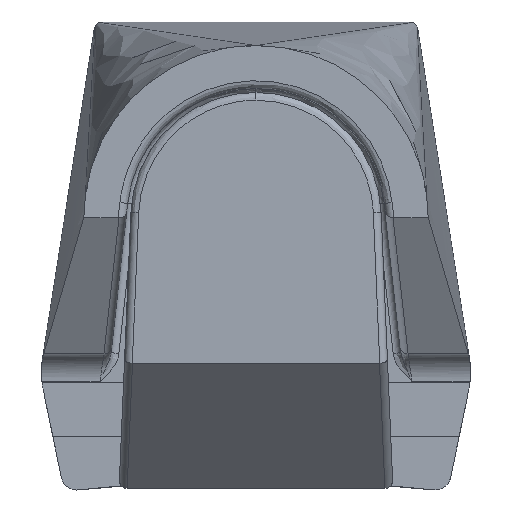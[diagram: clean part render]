
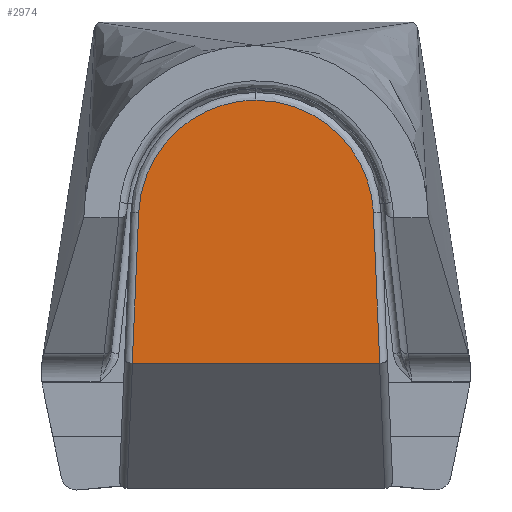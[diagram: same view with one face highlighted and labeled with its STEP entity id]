
A CAD part, front view. The second image highlights one B-rep face of the part: STEP entity #2974.
In plain terms, the highlighted planar face has unit normal (0, -1, 0).
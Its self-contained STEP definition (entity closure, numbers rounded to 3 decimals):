
#160 = VERTEX_POINT ( 'NONE', #9083 ) ;
#242 = ORIENTED_EDGE ( 'NONE', *, *, #7817, .F. ) ;
#488 = EDGE_CURVE ( 'NONE', #9774, #10541, #4851, .T. ) ;
#560 = CARTESIAN_POINT ( 'NONE',  ( -7.311, 0., 4.563 ) ) ;
#599 = ORIENTED_EDGE ( 'NONE', *, *, #3599, .F. ) ;
#744 = CARTESIAN_POINT ( 'NONE',  ( 7.906, 0., -9.3 ) ) ;
#1080 = CARTESIAN_POINT ( 'NONE',  ( -7.891, 0., -9.3 ) ) ;
#1421 = CARTESIAN_POINT ( 'NONE',  ( 7.311, 0., 4.563 ) ) ;
#2448 = CARTESIAN_POINT ( 'NONE',  ( 7.896, 0., -9.3 ) ) ;
#2943 = CARTESIAN_POINT ( 'NONE',  ( 0., 0., 7.5 ) ) ;
#2974 = ADVANCED_FACE ( 'NONE', ( #10072 ), #3608, .F. ) ;
#3035 = ORIENTED_EDGE ( 'NONE', *, *, #3646, .F. ) ;
#3047 = CARTESIAN_POINT ( 'NONE',  ( -4.245, 0., 7.5 ) ) ;
#3245 = ORIENTED_EDGE ( 'NONE', *, *, #6589, .F. ) ;
#3476 = LINE ( 'NONE', #6812, #3835 ) ;
#3570 = CARTESIAN_POINT ( 'NONE',  ( -7.906, 0., -9.3 ) ) ;
#3599 = EDGE_CURVE ( 'NONE', #160, #8381, #5029, .T. ) ;
#3608 = PLANE ( 'NONE',  #3865 ) ;
#3646 = EDGE_CURVE ( 'NONE', #6299, #9774, #7223, .T. ) ;
#3814 = CARTESIAN_POINT ( 'NONE',  ( -7.906, 0., -9.3 ) ) ;
#3835 = VECTOR ( 'NONE', #4044, 1000. ) ;
#3865 = AXIS2_PLACEMENT_3D ( 'NONE', #5313, #6837, #5209 ) ;
#4044 = DIRECTION ( 'NONE',  ( -1., 0., 0. ) ) ;
#4312 = VERTEX_POINT ( 'NONE', #5959 ) ;
#4482 = CARTESIAN_POINT ( 'NONE',  ( 0., 0., 7.5 ) ) ;
#4551 = CARTESIAN_POINT ( 'NONE',  ( -7.901, 0., -9.3 ) ) ;
#4572 = CARTESIAN_POINT ( 'NONE',  ( -7.493, 0., 0.322 ) ) ;
#4582 = CARTESIAN_POINT ( 'NONE',  ( 0., 0., 7.5 ) ) ;
#4796 = ORIENTED_EDGE ( 'NONE', *, *, #7900, .F. ) ;
#4839 = ORIENTED_EDGE ( 'NONE', *, *, #488, .F. ) ;
#4851 =( BOUNDED_CURVE ( )  B_SPLINE_CURVE ( 3, ( #4907, #8259, #2448, #5075 ),
 .UNSPECIFIED., .F., .F. ) 
 B_SPLINE_CURVE_WITH_KNOTS ( ( 4, 4 ),
 ( 0., 0.03 ),
 .UNSPECIFIED. ) 
 CURVE ( )  GEOMETRIC_REPRESENTATION_ITEM ( )  RATIONAL_B_SPLINE_CURVE ( ( 1., 1., 1., 1. ) ) 
 REPRESENTATION_ITEM ( '' )  );
#4907 = CARTESIAN_POINT ( 'NONE',  ( 7.906, 0., -9.3 ) ) ;
#5029 =( BOUNDED_CURVE ( )  B_SPLINE_CURVE ( 3, ( #1080, #10361, #4551, #3570 ),
 .UNSPECIFIED., .F., .T. ) 
 B_SPLINE_CURVE_WITH_KNOTS ( ( 4, 4 ),
 ( 3.111, 3.142 ),
 .UNSPECIFIED. ) 
 CURVE ( )  GEOMETRIC_REPRESENTATION_ITEM ( )  RATIONAL_B_SPLINE_CURVE ( ( 1., 1., 1., 1. ) ) 
 REPRESENTATION_ITEM ( '' )  );
#5075 = CARTESIAN_POINT ( 'NONE',  ( 7.891, 0., -9.3 ) ) ;
#5209 = DIRECTION ( 'NONE',  ( 0., 0., 1. ) ) ;
#5313 = CARTESIAN_POINT ( 'NONE',  ( 0., 0., 0. ) ) ;
#5512 = CARTESIAN_POINT ( 'NONE',  ( 4.245, 0., 7.5 ) ) ;
#5564 = CARTESIAN_POINT ( 'NONE',  ( 7.493, 0., 0.322 ) ) ;
#5846 =( BOUNDED_CURVE ( )  B_SPLINE_CURVE ( 3, ( #4572, #560, #3047, #2943 ),
 .UNSPECIFIED., .F., .T. ) 
 B_SPLINE_CURVE_WITH_KNOTS ( ( 4, 4 ),
 ( 0., 1. ),
 .UNSPECIFIED. ) 
 CURVE ( )  GEOMETRIC_REPRESENTATION_ITEM ( )  RATIONAL_B_SPLINE_CURVE ( ( 1., 0.815, 0.815, 1. ) ) 
 REPRESENTATION_ITEM ( '' )  );
#5959 = CARTESIAN_POINT ( 'NONE',  ( -7.493, 0., 0.322 ) ) ;
#6299 = VERTEX_POINT ( 'NONE', #10459 ) ;
#6589 = EDGE_CURVE ( 'NONE', #9388, #6299, #10269, .T. ) ;
#6812 = CARTESIAN_POINT ( 'NONE',  ( 0., 0., -9.3 ) ) ;
#6837 = DIRECTION ( 'NONE',  ( 0., 1., 0. ) ) ;
#6873 = ORIENTED_EDGE ( 'NONE', *, *, #9680, .F. ) ;
#6971 = CARTESIAN_POINT ( 'NONE',  ( -7.906, 0., -9.3 ) ) ;
#7223 = LINE ( 'NONE', #10533, #8640 ) ;
#7817 = EDGE_CURVE ( 'NONE', #4312, #9388, #5846, .T. ) ;
#7900 = EDGE_CURVE ( 'NONE', #8381, #4312, #8635, .T. ) ;
#8032 = DIRECTION ( 'NONE',  ( 0.043, 0., -0.999 ) ) ;
#8255 = CARTESIAN_POINT ( 'NONE',  ( 7.891, 0., -9.3 ) ) ;
#8259 = CARTESIAN_POINT ( 'NONE',  ( 7.901, 0., -9.3 ) ) ;
#8381 = VERTEX_POINT ( 'NONE', #3814 ) ;
#8635 = LINE ( 'NONE', #6971, #10640 ) ;
#8640 = VECTOR ( 'NONE', #8032, 1000. ) ;
#9083 = CARTESIAN_POINT ( 'NONE',  ( -7.891, 0., -9.3 ) ) ;
#9388 = VERTEX_POINT ( 'NONE', #4482 ) ;
#9603 = EDGE_LOOP ( 'NONE', ( #599, #6873, #4839, #3035, #3245, #242, #4796 ) ) ;
#9670 = DIRECTION ( 'NONE',  ( 0.043, 0., 0.999 ) ) ;
#9680 = EDGE_CURVE ( 'NONE', #10541, #160, #3476, .T. ) ;
#9774 = VERTEX_POINT ( 'NONE', #744 ) ;
#10072 = FACE_OUTER_BOUND ( 'NONE', #9603, .T. ) ;
#10269 =( BOUNDED_CURVE ( )  B_SPLINE_CURVE ( 3, ( #4582, #5512, #1421, #5564 ),
 .UNSPECIFIED., .F., .T. ) 
 B_SPLINE_CURVE_WITH_KNOTS ( ( 4, 4 ),
 ( 0., 1. ),
 .UNSPECIFIED. ) 
 CURVE ( )  GEOMETRIC_REPRESENTATION_ITEM ( )  RATIONAL_B_SPLINE_CURVE ( ( 1., 0.815, 0.815, 1. ) ) 
 REPRESENTATION_ITEM ( '' )  );
#10361 = CARTESIAN_POINT ( 'NONE',  ( -7.896, 0., -9.3 ) ) ;
#10459 = CARTESIAN_POINT ( 'NONE',  ( 7.493, 0., 0.322 ) ) ;
#10533 = CARTESIAN_POINT ( 'NONE',  ( 7.493, 0., 0.322 ) ) ;
#10541 = VERTEX_POINT ( 'NONE', #8255 ) ;
#10640 = VECTOR ( 'NONE', #9670, 1000. ) ;
